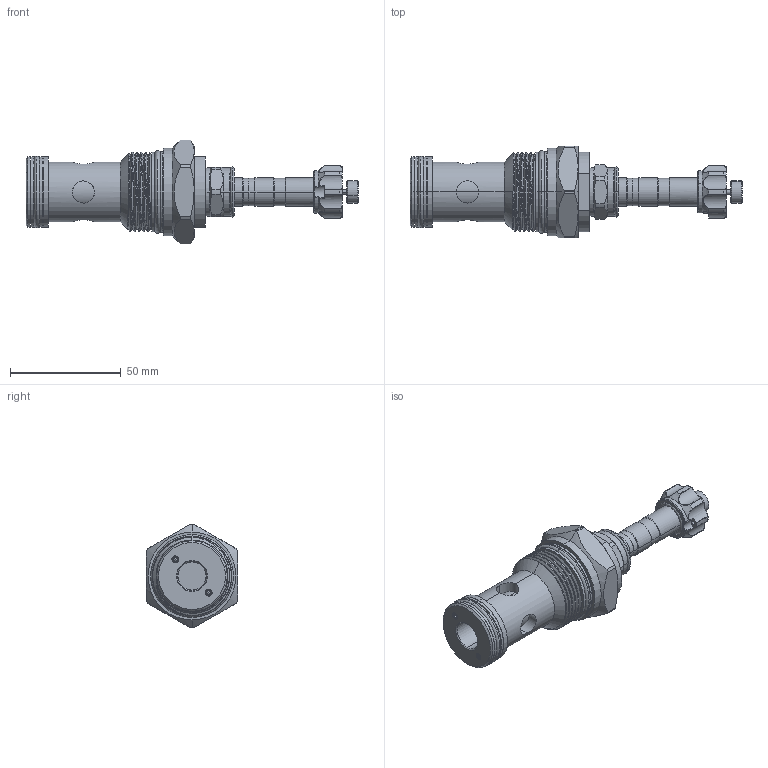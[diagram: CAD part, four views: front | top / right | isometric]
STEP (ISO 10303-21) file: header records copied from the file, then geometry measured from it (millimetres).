
FILE_DESCRIPTION (( 'STEP AP203' ), '1' );
FILE_NAME ('EP16A2A05P95.STEP', '2020-03-31T06:50:43', ( '' ), ( '' ), 'SwSTEP 2.0', 'SolidWorks 2018', '' );
FILE_SCHEMA (( 'CONFIG_CONTROL_DESIGN' ));
Length unit declared in the file: millimetre
Products named in the file (1): EP16A2A05P95
Bounding box: 149.65 x 41.2 x 46.8 mm (x, y, z)
Volume: 78557.5 mm3; surface area: 22628.4 mm2
Topology: 11 solids, 11 shells, 410 faces, 988 edges, 603 vertices
Faces by surface type: cylinder 172, cone 73, plane 65, torus 55, bspline 41, sphere 4
Entity records: 17125 total; most frequent: CARTESIAN_POINT 7875, ORIENTED_EDGE 1936, DIRECTION 1922, EDGE_CURVE 968, AXIS2_PLACEMENT_3D 807, VERTEX_POINT 597, EDGE_LOOP 441, CIRCLE 437
